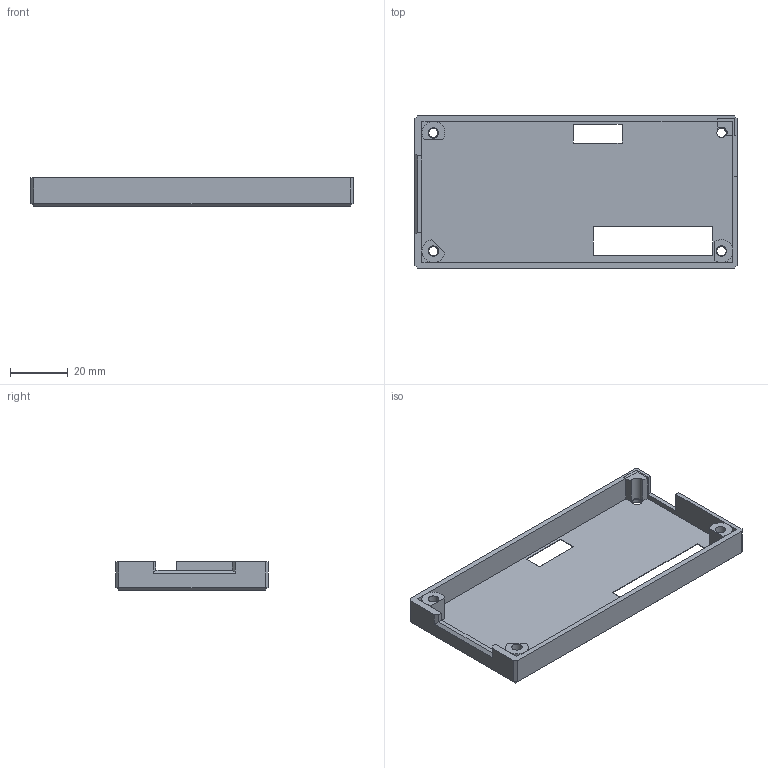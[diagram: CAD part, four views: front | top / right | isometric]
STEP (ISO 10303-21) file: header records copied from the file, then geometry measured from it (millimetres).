
FILE_DESCRIPTION(('FreeCAD Model'),'2;1');
FILE_NAME('rear-tft-case-x1.step','2021-06-11T11:46:08' ,('Author'),(''),'Open CASCADE STEP processor 7.3','FreeCAD','Unknown' );
FILE_SCHEMA(('AUTOMOTIVE_DESIGN { 1 0 10303 214 1 1 1 1 }'));
Length unit declared in the file: millimetre
Products named in the file (1): rear.case
Bounding box: 112 x 53 x 10 mm (x, y, z)
Volume: 12528.5 mm3; surface area: 17343.2 mm2
Topology: 1 solids, 1 shells, 89 faces, 204 edges, 120 vertices
Faces by surface type: plane 72, cylinder 17
Full cylindrical faces by diameter (mm): 3.2 x4, 3.6 x3
Entity records: 5697 total; most frequent: CARTESIAN_POINT 993, DIRECTION 720, LINE 451, VECTOR 451, ORIENTED_EDGE 420, PCURVE 408, DEFINITIONAL_REPRESENTATION 408, EDGE_CURVE 204
